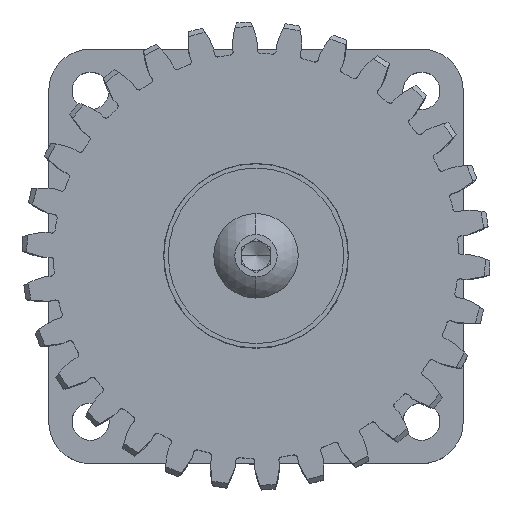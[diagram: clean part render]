
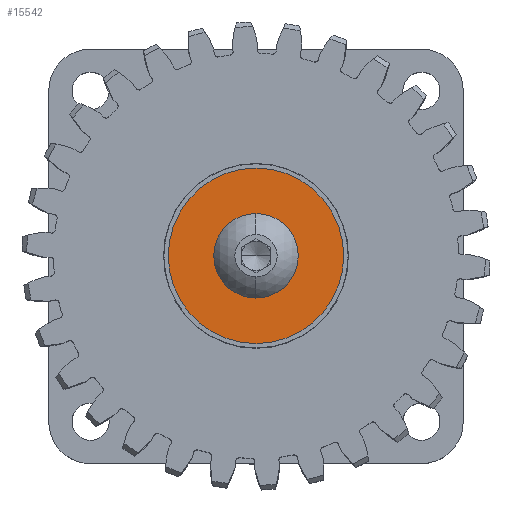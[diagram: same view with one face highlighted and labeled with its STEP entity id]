
A CAD part, top view. The second image highlights one B-rep face of the part: STEP entity #15542.
In plain terms, the highlighted face is planar.
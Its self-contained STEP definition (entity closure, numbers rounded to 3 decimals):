
#2393 = CARTESIAN_POINT ( 'NONE',  ( 0., 1.587, 0. ) ) ;
#5689 = CARTESIAN_POINT ( 'NONE',  ( 0., 1.587, 9.525 ) ) ;
#7188 = DIRECTION ( 'NONE',  ( 0., 1., 0. ) ) ;
#10532 = ORIENTED_EDGE ( 'NONE', *, *, #26377, .F. ) ;
#12252 = CIRCLE ( 'NONE', #53722, 2.781 ) ;
#12591 = DIRECTION ( 'NONE',  ( 0., 1., 0. ) ) ;
#14242 = CARTESIAN_POINT ( 'NONE',  ( 0., 1.587, 0. ) ) ;
#15229 = AXIS2_PLACEMENT_3D ( 'NONE', #14242, #36878, #59493 ) ;
#15542 = ADVANCED_FACE ( 'NONE', ( #68982, #18170 ), #40783, .T. ) ;
#16330 = AXIS2_PLACEMENT_3D ( 'NONE', #19694, #42314, #64942 ) ;
#17027 = CARTESIAN_POINT ( 'NONE',  ( 0., 1.587, -2.781 ) ) ;
#17776 = ORIENTED_EDGE ( 'NONE', *, *, #44861, .T. ) ;
#18170 = FACE_BOUND ( 'NONE', #52103, .T. ) ;
#18621 = CIRCLE ( 'NONE', #69549, 9.525 ) ;
#19694 = CARTESIAN_POINT ( 'NONE',  ( 0., 1.587, 0. ) ) ;
#25045 = DIRECTION ( 'NONE',  ( 0., 1., 0. ) ) ;
#26377 = EDGE_CURVE ( 'NONE', #27472, #66311, #12252, .T. ) ;
#27472 = VERTEX_POINT ( 'NONE', #66425 ) ;
#29836 = DIRECTION ( 'NONE',  ( 0., 0., 1. ) ) ;
#33746 = EDGE_CURVE ( 'NONE', #66311, #27472, #47229, .T. ) ;
#35246 = DIRECTION ( 'NONE',  ( 0., 0., 1. ) ) ;
#36748 = CARTESIAN_POINT ( 'NONE',  ( 0., 1.587, -9.525 ) ) ;
#36878 = DIRECTION ( 'NONE',  ( 0., 1., 0. ) ) ;
#38775 = EDGE_CURVE ( 'NONE', #60923, #45129, #38835, .T. ) ;
#38835 = CIRCLE ( 'NONE', #16330, 9.525 ) ;
#40595 = ORIENTED_EDGE ( 'NONE', *, *, #33746, .F. ) ;
#40783 = PLANE ( 'NONE',  #50962 ) ;
#42314 = DIRECTION ( 'NONE',  ( 0., 1., 0. ) ) ;
#44861 = EDGE_CURVE ( 'NONE', #45129, #60923, #18621, .T. ) ;
#45129 = VERTEX_POINT ( 'NONE', #5689 ) ;
#47229 = CIRCLE ( 'NONE', #15229, 2.781 ) ;
#47644 = DIRECTION ( 'NONE',  ( 0., 0., 1. ) ) ;
#50962 = AXIS2_PLACEMENT_3D ( 'NONE', #63408, #12591, #35246 ) ;
#52103 = EDGE_LOOP ( 'NONE', ( #40595, #10532 ) ) ;
#53722 = AXIS2_PLACEMENT_3D ( 'NONE', #58005, #7188, #29836 ) ;
#58005 = CARTESIAN_POINT ( 'NONE',  ( 0., 1.587, 0. ) ) ;
#58487 = EDGE_LOOP ( 'NONE', ( #62280, #17776 ) ) ;
#59493 = DIRECTION ( 'NONE',  ( 0., 0., 1. ) ) ;
#60923 = VERTEX_POINT ( 'NONE', #36748 ) ;
#62280 = ORIENTED_EDGE ( 'NONE', *, *, #38775, .T. ) ;
#63408 = CARTESIAN_POINT ( 'NONE',  ( 0., 1.587, 0. ) ) ;
#64942 = DIRECTION ( 'NONE',  ( 0., 0., 1. ) ) ;
#66311 = VERTEX_POINT ( 'NONE', #17027 ) ;
#66425 = CARTESIAN_POINT ( 'NONE',  ( 0., 1.587, 2.781 ) ) ;
#68982 = FACE_OUTER_BOUND ( 'NONE', #58487, .T. ) ;
#69549 = AXIS2_PLACEMENT_3D ( 'NONE', #2393, #25045, #47644 ) ;
